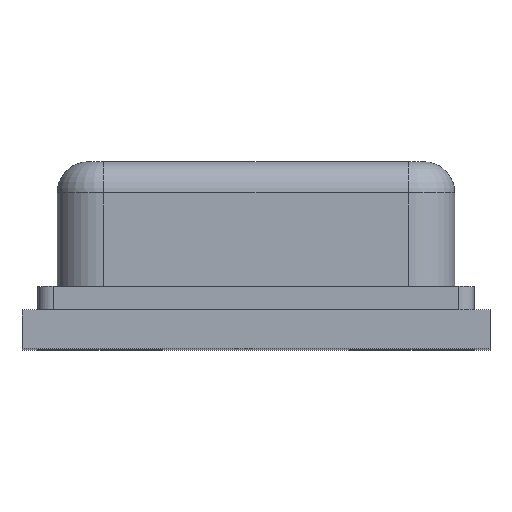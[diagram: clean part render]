
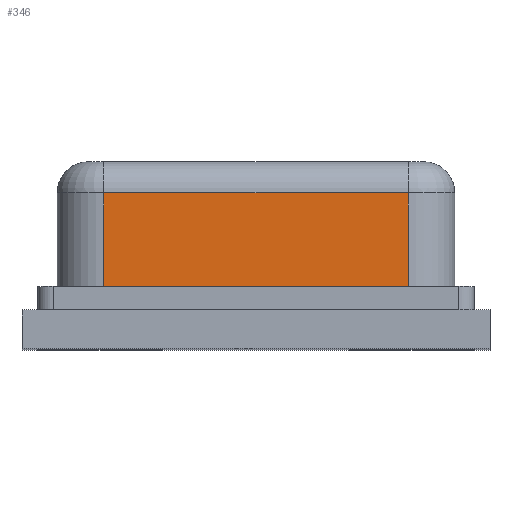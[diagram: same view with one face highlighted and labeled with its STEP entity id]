
A CAD part, top view. The second image highlights one B-rep face of the part: STEP entity #346.
In plain terms, the highlighted planar face has unit normal (0, 0, 1).
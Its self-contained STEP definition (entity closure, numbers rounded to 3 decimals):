
#44 = EDGE_LOOP ( 'NONE', ( #2019, #2830, #925, #1272 ) ) ;
#55 = CARTESIAN_POINT ( 'NONE',  ( -0.975, 1., 2.275 ) ) ;
#95 = EDGE_CURVE ( 'NONE', #218, #2283, #3642, .T. ) ;
#218 = VERTEX_POINT ( 'NONE', #287 ) ;
#287 = CARTESIAN_POINT ( 'NONE',  ( 0.975, 1., 2.275 ) ) ;
#346 = ADVANCED_FACE ( 'NONE', ( #1888 ), #3722, .F. ) ;
#411 = DIRECTION ( 'NONE',  ( -1., 0., 0. ) ) ;
#445 = CARTESIAN_POINT ( 'NONE',  ( -0.975, 7.616, 2.275 ) ) ;
#481 = VECTOR ( 'NONE', #3125, 1000. ) ;
#853 = CARTESIAN_POINT ( 'NONE',  ( -0.975, 7.616, 2.275 ) ) ;
#925 = ORIENTED_EDGE ( 'NONE', *, *, #1213, .T. ) ;
#997 = LINE ( 'NONE', #1752, #3108 ) ;
#1074 = DIRECTION ( 'NONE',  ( 1., 0., 0. ) ) ;
#1164 = CARTESIAN_POINT ( 'NONE',  ( -0.975, 1., 2.275 ) ) ;
#1213 = EDGE_CURVE ( 'NONE', #2283, #2586, #1425, .T. ) ;
#1272 = ORIENTED_EDGE ( 'NONE', *, *, #3553, .T. ) ;
#1277 = LINE ( 'NONE', #2488, #481 ) ;
#1425 = LINE ( 'NONE', #853, #2967 ) ;
#1752 = CARTESIAN_POINT ( 'NONE',  ( -0.975, 0.4, 2.275 ) ) ;
#1870 = CARTESIAN_POINT ( 'NONE',  ( -0.975, 0.4, 2.275 ) ) ;
#1888 = FACE_OUTER_BOUND ( 'NONE', #44, .T. ) ;
#2019 = ORIENTED_EDGE ( 'NONE', *, *, #3534, .F. ) ;
#2283 = VERTEX_POINT ( 'NONE', #55 ) ;
#2488 = CARTESIAN_POINT ( 'NONE',  ( 0.975, 7.616, 2.275 ) ) ;
#2557 = DIRECTION ( 'NONE',  ( 0., 0., -1. ) ) ;
#2586 = VERTEX_POINT ( 'NONE', #1870 ) ;
#2666 = DIRECTION ( 'NONE',  ( -1., 0., 0. ) ) ;
#2775 = VERTEX_POINT ( 'NONE', #3701 ) ;
#2830 = ORIENTED_EDGE ( 'NONE', *, *, #95, .T. ) ;
#2967 = VECTOR ( 'NONE', #3247, 1000. ) ;
#3108 = VECTOR ( 'NONE', #1074, 1000. ) ;
#3125 = DIRECTION ( 'NONE',  ( 0., -1., 0. ) ) ;
#3247 = DIRECTION ( 'NONE',  ( 0., -1., 0. ) ) ;
#3269 = VECTOR ( 'NONE', #2666, 1000. ) ;
#3527 = AXIS2_PLACEMENT_3D ( 'NONE', #445, #2557, #411 ) ;
#3534 = EDGE_CURVE ( 'NONE', #218, #2775, #1277, .T. ) ;
#3553 = EDGE_CURVE ( 'NONE', #2586, #2775, #997, .T. ) ;
#3642 = LINE ( 'NONE', #1164, #3269 ) ;
#3701 = CARTESIAN_POINT ( 'NONE',  ( 0.975, 0.4, 2.275 ) ) ;
#3722 = PLANE ( 'NONE',  #3527 ) ;
